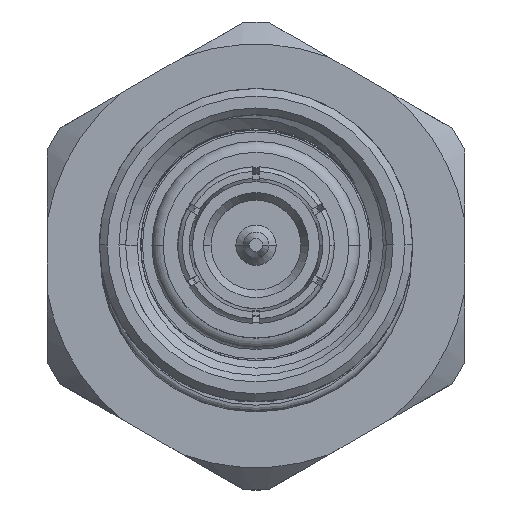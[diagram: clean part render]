
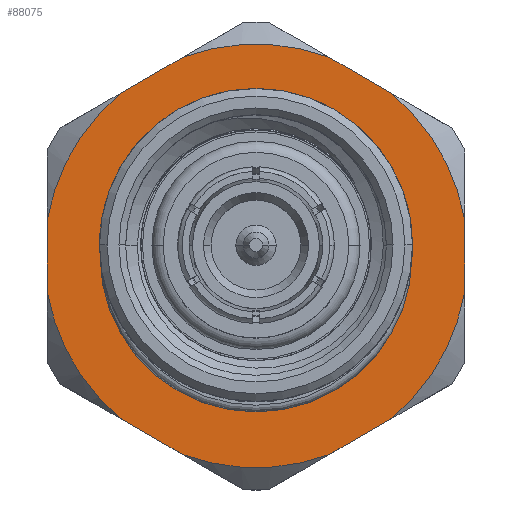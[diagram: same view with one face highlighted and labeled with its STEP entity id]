
A CAD part, top view. The second image highlights one B-rep face of the part: STEP entity #88075.
In plain terms, the highlighted face is planar.
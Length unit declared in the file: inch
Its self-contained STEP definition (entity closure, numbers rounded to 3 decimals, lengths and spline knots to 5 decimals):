
#1690 = VERTEX_POINT ( 'NONE', #18635 ) ;
#1916 = PLANE ( 'NONE',  #22325 ) ;
#1954 = VERTEX_POINT ( 'NONE', #34121 ) ;
#2938 = ORIENTED_EDGE ( 'NONE', *, *, #118379, .F. ) ;
#3180 = CARTESIAN_POINT ( 'NONE',  ( 1.0111, 0.31971, 0.31496 ) ) ;
#3934 = CIRCLE ( 'NONE', #47127, 0.31971 ) ;
#6933 = VERTEX_POINT ( 'NONE', #93087 ) ;
#6989 = CARTESIAN_POINT ( 'NONE',  ( 1.0111, 0., 0. ) ) ;
#7483 = VERTEX_POINT ( 'NONE', #80744 ) ;
#7552 = VERTEX_POINT ( 'NONE', #29408 ) ;
#8097 = AXIS2_PLACEMENT_3D ( 'NONE', #94130, #113664, #93240 ) ;
#8458 = ORIENTED_EDGE ( 'NONE', *, *, #72288, .T. ) ;
#10806 = DIRECTION ( 'NONE',  ( 0., -0.5, 0.866 ) ) ;
#11364 = ORIENTED_EDGE ( 'NONE', *, *, #36942, .T. ) ;
#13158 = VERTEX_POINT ( 'NONE', #65781 ) ;
#13202 = VERTEX_POINT ( 'NONE', #35815 ) ;
#17166 = DIRECTION ( 'NONE',  ( 1., 0., 0. ) ) ;
#18635 = CARTESIAN_POINT ( 'NONE',  ( 1.0111, 0.24531, -0.20502 ) ) ;
#20310 = FACE_BOUND ( 'NONE', #66704, .T. ) ;
#20769 = DIRECTION ( 'NONE',  ( 1., 0., 0. ) ) ;
#21508 = ORIENTED_EDGE ( 'NONE', *, *, #26437, .T. ) ;
#21734 = DIRECTION ( 'NONE',  ( 1., 0., 0. ) ) ;
#22325 = AXIS2_PLACEMENT_3D ( 'NONE', #62771, #96418, #65427 ) ;
#22467 = DIRECTION ( 'NONE',  ( 0., -0.5, -0.866 ) ) ;
#22679 = ORIENTED_EDGE ( 'NONE', *, *, #67619, .T. ) ;
#22681 = AXIS2_PLACEMENT_3D ( 'NONE', #120790, #17166, #99451 ) ;
#24261 = VECTOR ( 'NONE', #22467, 39.37008 ) ;
#25160 = CARTESIAN_POINT ( 'NONE',  ( 1.0111, 0., 0.23549 ) ) ;
#25996 = DIRECTION ( 'NONE',  ( 1., 0., 0. ) ) ;
#26437 = EDGE_CURVE ( 'NONE', #68678, #100443, #3934, .T. ) ;
#29068 = CARTESIAN_POINT ( 'NONE',  ( 1.0111, 0.35269, -0.01904 ) ) ;
#29408 = CARTESIAN_POINT ( 'NONE',  ( 1.0111, -0.30021, 0.10994 ) ) ;
#31149 = ORIENTED_EDGE ( 'NONE', *, *, #31868, .T. ) ;
#31868 = EDGE_CURVE ( 'NONE', #1954, #7552, #112928, .T. ) ;
#31955 = ORIENTED_EDGE ( 'NONE', *, *, #37928, .T. ) ;
#32448 = CIRCLE ( 'NONE', #119611, 0.31971 ) ;
#32920 = CARTESIAN_POINT ( 'NONE',  ( 1.0111, -0.19284, 0.29592 ) ) ;
#34121 = CARTESIAN_POINT ( 'NONE',  ( 1.0111, -0.24531, 0.20502 ) ) ;
#35787 = LINE ( 'NONE', #134511, #76332 ) ;
#35815 = CARTESIAN_POINT ( 'NONE',  ( 1.0111, 0., -0.23549 ) ) ;
#36942 = EDGE_CURVE ( 'NONE', #1690, #84057, #74799, .T. ) ;
#37340 = ORIENTED_EDGE ( 'NONE', *, *, #39381, .T. ) ;
#37928 = EDGE_CURVE ( 'NONE', #100443, #48749, #35787, .T. ) ;
#38413 = EDGE_CURVE ( 'NONE', #123487, #45226, #32448, .T. ) ;
#39381 = EDGE_CURVE ( 'NONE', #48749, #1690, #42187, .T. ) ;
#42187 = CIRCLE ( 'NONE', #54303, 0.31971 ) ;
#42626 = DIRECTION ( 'NONE',  ( 0., 0., -1. ) ) ;
#43519 = DIRECTION ( 'NONE',  ( 1., 0., 0. ) ) ;
#45226 = VERTEX_POINT ( 'NONE', #53504 ) ;
#47012 = ORIENTED_EDGE ( 'NONE', *, *, #80966, .T. ) ;
#47127 = AXIS2_PLACEMENT_3D ( 'NONE', #86471, #25996, #56836 ) ;
#48749 = VERTEX_POINT ( 'NONE', #71482 ) ;
#50185 = AXIS2_PLACEMENT_3D ( 'NONE', #53967, #95380, #106246 ) ;
#50712 = CARTESIAN_POINT ( 'NONE',  ( 1.0111, 0., 0. ) ) ;
#52171 = AXIS2_PLACEMENT_3D ( 'NONE', #6989, #100596, #121939 ) ;
#53504 = CARTESIAN_POINT ( 'NONE',  ( 1.0111, 0.0549, 0.31496 ) ) ;
#53967 = CARTESIAN_POINT ( 'NONE',  ( 1.0111, 0., 0. ) ) ;
#54303 = AXIS2_PLACEMENT_3D ( 'NONE', #54818, #21734, #94914 ) ;
#54818 = CARTESIAN_POINT ( 'NONE',  ( 1.0111, 0., 0. ) ) ;
#56836 = DIRECTION ( 'NONE',  ( 0., 0., -1. ) ) ;
#61458 = LINE ( 'NONE', #107727, #93989 ) ;
#62771 = CARTESIAN_POINT ( 'NONE',  ( 1.0111, 0.31971, 0. ) ) ;
#63004 = CIRCLE ( 'NONE', #52171, 0.23549 ) ;
#64849 = CIRCLE ( 'NONE', #22681, 0.31971 ) ;
#65427 = DIRECTION ( 'NONE',  ( 0., 0., -1. ) ) ;
#65781 = CARTESIAN_POINT ( 'NONE',  ( 1.0111, -0.30021, -0.10994 ) ) ;
#65997 = VECTOR ( 'NONE', #10806, 39.37008 ) ;
#66704 = EDGE_LOOP ( 'NONE', ( #79876, #2938 ) ) ;
#67619 = EDGE_CURVE ( 'NONE', #84057, #6933, #64849, .T. ) ;
#67673 = ORIENTED_EDGE ( 'NONE', *, *, #38413, .T. ) ;
#68678 = VERTEX_POINT ( 'NONE', #113211 ) ;
#71342 = CIRCLE ( 'NONE', #112934, 0.31971 ) ;
#71482 = CARTESIAN_POINT ( 'NONE',  ( 1.0111, 0.0549, -0.31496 ) ) ;
#72288 = EDGE_CURVE ( 'NONE', #13158, #68678, #61458, .T. ) ;
#74799 = LINE ( 'NONE', #29068, #79730 ) ;
#76332 = VECTOR ( 'NONE', #92725, 39.37008 ) ;
#77358 = LINE ( 'NONE', #94879, #65997 ) ;
#77423 = EDGE_CURVE ( 'NONE', #7483, #1954, #80754, .T. ) ;
#79730 = VECTOR ( 'NONE', #132690, 39.37008 ) ;
#79876 = ORIENTED_EDGE ( 'NONE', *, *, #131732, .F. ) ;
#80744 = CARTESIAN_POINT ( 'NONE',  ( 1.0111, -0.0549, 0.31496 ) ) ;
#80754 = CIRCLE ( 'NONE', #8097, 0.31971 ) ;
#80966 = EDGE_CURVE ( 'NONE', #6933, #123487, #77358, .T. ) ;
#84057 = VERTEX_POINT ( 'NONE', #94768 ) ;
#86471 = CARTESIAN_POINT ( 'NONE',  ( 1.0111, 0., 0. ) ) ;
#87626 = CARTESIAN_POINT ( 'NONE',  ( 1.0111, -0.0549, -0.31496 ) ) ;
#88075 = ADVANCED_FACE ( 'NONE', ( #20310, #112990 ), #1916, .T. ) ;
#88293 = EDGE_LOOP ( 'NONE', ( #37340, #11364, #22679, #47012, #67673, #93006, #115188, #31149, #113079, #8458, #21508, #31955 ) ) ;
#92252 = CARTESIAN_POINT ( 'NONE',  ( 1.0111, 0.24531, 0.20502 ) ) ;
#92725 = DIRECTION ( 'NONE',  ( 0., 1., 0. ) ) ;
#92872 = LINE ( 'NONE', #3180, #104197 ) ;
#93006 = ORIENTED_EDGE ( 'NONE', *, *, #113231, .T. ) ;
#93087 = CARTESIAN_POINT ( 'NONE',  ( 1.0111, 0.30021, 0.10994 ) ) ;
#93240 = DIRECTION ( 'NONE',  ( 0., 0., -1. ) ) ;
#93989 = VECTOR ( 'NONE', #96877, 39.37008 ) ;
#94130 = CARTESIAN_POINT ( 'NONE',  ( 1.0111, 0., 0. ) ) ;
#94768 = CARTESIAN_POINT ( 'NONE',  ( 1.0111, 0.30021, -0.10994 ) ) ;
#94879 = CARTESIAN_POINT ( 'NONE',  ( 1.0111, 0.35269, 0.01904 ) ) ;
#94914 = DIRECTION ( 'NONE',  ( 0., 0., -1. ) ) ;
#95380 = DIRECTION ( 'NONE',  ( 1., 0., 0. ) ) ;
#96418 = DIRECTION ( 'NONE',  ( 1., 0., 0. ) ) ;
#96877 = DIRECTION ( 'NONE',  ( 0., 0.5, -0.866 ) ) ;
#99451 = DIRECTION ( 'NONE',  ( 0., 0., -1. ) ) ;
#100443 = VERTEX_POINT ( 'NONE', #87626 ) ;
#100596 = DIRECTION ( 'NONE',  ( 1., 0., 0. ) ) ;
#104197 = VECTOR ( 'NONE', #127719, 39.37008 ) ;
#105369 = CARTESIAN_POINT ( 'NONE',  ( 1.0111, 0., 0. ) ) ;
#106246 = DIRECTION ( 'NONE',  ( 0., 0., -1. ) ) ;
#107727 = CARTESIAN_POINT ( 'NONE',  ( 1.0111, -0.19284, -0.29592 ) ) ;
#112928 = LINE ( 'NONE', #32920, #24261 ) ;
#112934 = AXIS2_PLACEMENT_3D ( 'NONE', #105369, #43519, #42626 ) ;
#112990 = FACE_OUTER_BOUND ( 'NONE', #88293, .T. ) ;
#113079 = ORIENTED_EDGE ( 'NONE', *, *, #124612, .T. ) ;
#113211 = CARTESIAN_POINT ( 'NONE',  ( 1.0111, -0.24531, -0.20502 ) ) ;
#113231 = EDGE_CURVE ( 'NONE', #45226, #7483, #92872, .T. ) ;
#113664 = DIRECTION ( 'NONE',  ( 1., 0., 0. ) ) ;
#115188 = ORIENTED_EDGE ( 'NONE', *, *, #77423, .T. ) ;
#117509 = VERTEX_POINT ( 'NONE', #25160 ) ;
#118379 = EDGE_CURVE ( 'NONE', #117509, #13202, #120624, .T. ) ;
#119611 = AXIS2_PLACEMENT_3D ( 'NONE', #50712, #20769, #123954 ) ;
#120624 = CIRCLE ( 'NONE', #50185, 0.23549 ) ;
#120790 = CARTESIAN_POINT ( 'NONE',  ( 1.0111, 0., 0. ) ) ;
#121939 = DIRECTION ( 'NONE',  ( 0., 0., -1. ) ) ;
#123487 = VERTEX_POINT ( 'NONE', #92252 ) ;
#123954 = DIRECTION ( 'NONE',  ( 0., 0., -1. ) ) ;
#124612 = EDGE_CURVE ( 'NONE', #7552, #13158, #71342, .T. ) ;
#127719 = DIRECTION ( 'NONE',  ( 0., -1., 0. ) ) ;
#131732 = EDGE_CURVE ( 'NONE', #13202, #117509, #63004, .T. ) ;
#132690 = DIRECTION ( 'NONE',  ( 0., 0.5, 0.866 ) ) ;
#134511 = CARTESIAN_POINT ( 'NONE',  ( 1.0111, 0.31971, -0.31496 ) ) ;
